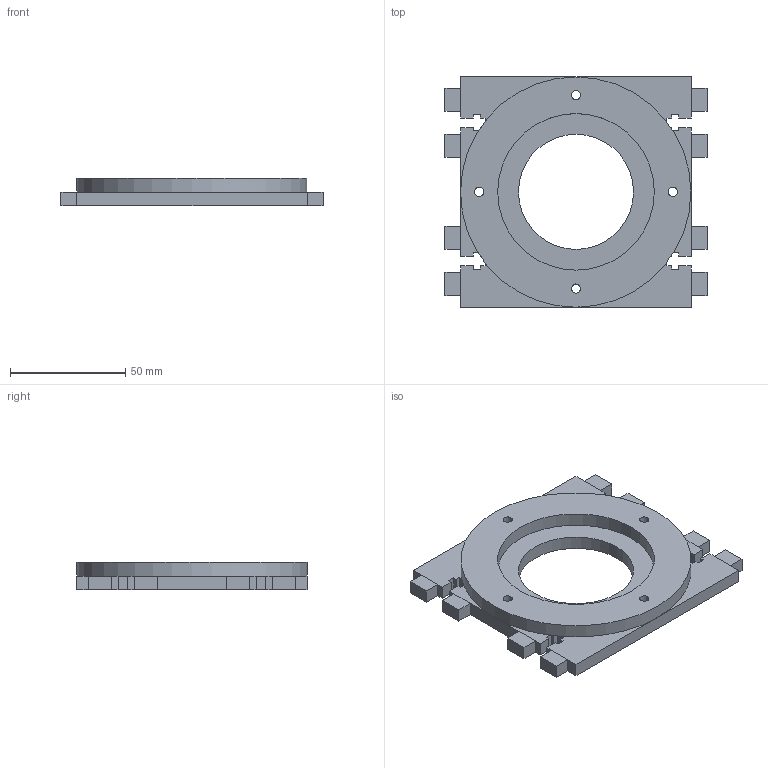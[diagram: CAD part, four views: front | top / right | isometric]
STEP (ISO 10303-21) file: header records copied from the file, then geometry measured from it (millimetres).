
FILE_DESCRIPTION(('FreeCAD Model'),'2;1');
FILE_NAME('bfixer1.step','2014-02-12T03:43:30' ,('FreeCAD'),('FreeCAD'),'Open CASCADE STEP processor 6.5','FreeCAD', 'Unknown');
FILE_SCHEMA(('AUTOMOTIVE_DESIGN_CC2 { 1 2 10303 214 -1 1 5 4 }'));
Length unit declared in the file: millimetre
Products named in the file (2): plate_fb1_0; plate_fb1
Bounding box: 113.86 x 100.11 x 12 mm (x, y, z)
Volume: 75020.1 mm3; surface area: 33432.4 mm2
Topology: 2 solids, 2 shells, 115 faces, 301 edges, 190 vertices
Faces by surface type: plane 104, cylinder 11
Full cylindrical faces by diameter (mm): 4 x8, 50 x1, 68 x1, 100 x1
Entity records: 7381 total; most frequent: CARTESIAN_POINT 1369, DIRECTION 1057, LINE 771, VECTOR 771, ORIENTED_EDGE 602, PCURVE 602, DEFINITIONAL_REPRESENTATION 602, EDGE_CURVE 301
